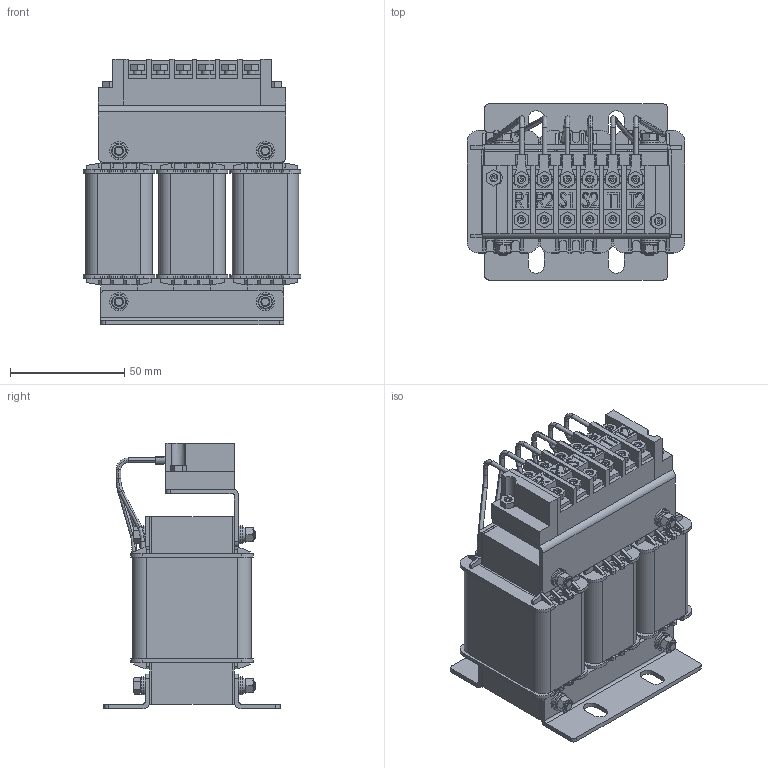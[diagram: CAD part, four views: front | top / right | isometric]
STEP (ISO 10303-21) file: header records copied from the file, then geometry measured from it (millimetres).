
FILE_DESCRIPTION (( 'STEP AP214' ), '1' );
FILE_NAME ('SKS-ACL-0010-CL／4-A0 (3.7kW) .STEP', '2023-12-05T01:52:20', ( 'Windows 用户' ), ( 'Microsoft' ), 'SwSTEP 2.0', 'SolidWorks 2017', '' );
FILE_SCHEMA (( 'AUTOMOTIVE_DESIGN' ));
Length unit declared in the file: millimetre
Products named in the file (1): SKS-ACL-0010-CL／4-A0 (3.7kW) 
Bounding box: 95.28 x 77 x 116 mm (x, y, z)
Surface area: 190060.3 mm2 (no closed solid volume)
Topology: 0 solids, 130 shells, 2275 faces, 5828 edges, 3839 vertices
Faces by surface type: plane 1492, cylinder 555, bspline 124, cone 104
Entity records: 91366 total; most frequent: CARTESIAN_POINT 24163, ORIENTED_EDGE 11632, DIRECTION 10583, EDGE_CURVE 5828, LINE 4045, VECTOR 4045, VERTEX_POINT 3839, AXIS2_PLACEMENT_3D 3269
